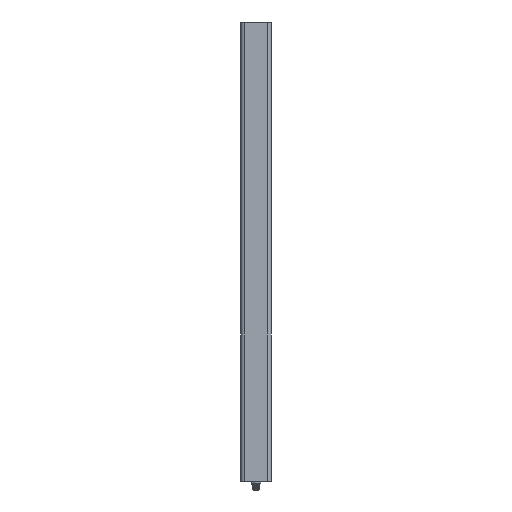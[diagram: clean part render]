
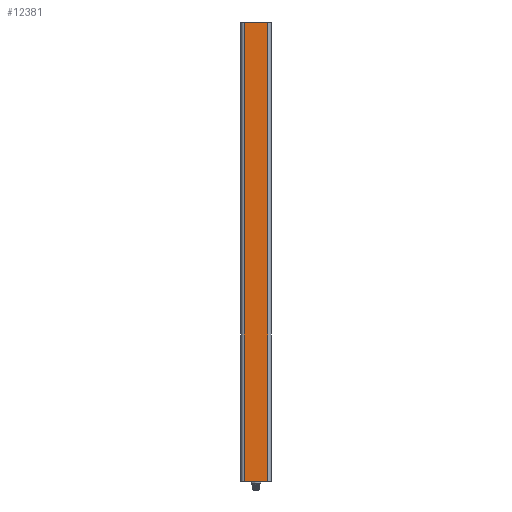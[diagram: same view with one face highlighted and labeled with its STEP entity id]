
A CAD part, front view. The second image highlights one B-rep face of the part: STEP entity #12381.
In plain terms, the highlighted planar face has unit normal (0, -1, 0).
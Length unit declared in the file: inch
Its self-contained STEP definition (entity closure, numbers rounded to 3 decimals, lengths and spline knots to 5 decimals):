
#496=DIRECTION('',(0.,0.,1.));
#497=VECTOR('',#496,35.29606);
#498=CARTESIAN_POINT('',(2.06299,0.,-35.14803));
#499=LINE('',#498,#497);
#514=DIRECTION('',(1.,0.,0.));
#515=VECTOR('',#514,1.7874);
#516=CARTESIAN_POINT('',(0.27559,0.,0.14803));
#517=LINE('',#516,#515);
#518=DIRECTION('',(-1.,0.,0.));
#519=VECTOR('',#518,1.7874);
#520=CARTESIAN_POINT('',(2.06299,0.,-35.14803));
#521=LINE('',#520,#519);
#531=DIRECTION('',(0.,0.,-1.));
#532=VECTOR('',#531,35.29606);
#533=CARTESIAN_POINT('',(0.27559,0.,0.14803));
#534=LINE('',#533,#532);
#10480=CARTESIAN_POINT('',(2.06299,0.,-35.14803));
#10481=CARTESIAN_POINT('',(0.27559,0.,-35.14803));
#10482=VERTEX_POINT('',#10480);
#10483=VERTEX_POINT('',#10481);
#10853=CARTESIAN_POINT('',(2.06299,0.,0.14803));
#10855=VERTEX_POINT('',#10853);
#10863=CARTESIAN_POINT('',(0.27559,0.,0.14803));
#10864=VERTEX_POINT('',#10863);
#12367=CARTESIAN_POINT('',(0.,0.,-35.));
#12368=DIRECTION('',(0.,-1.,0.));
#12369=DIRECTION('',(1.,0.,0.));
#12370=AXIS2_PLACEMENT_3D('',#12367,#12368,#12369);
#12371=PLANE('',#12370);
#12373=ORIENTED_EDGE('',*,*,#12372,.F.);
#12375=ORIENTED_EDGE('',*,*,#12374,.T.);
#12376=ORIENTED_EDGE('',*,*,#12357,.F.);
#12378=ORIENTED_EDGE('',*,*,#12377,.T.);
#12379=EDGE_LOOP('',(#12373,#12375,#12376,#12378));
#12380=FACE_OUTER_BOUND('',#12379,.F.);
#12381=ADVANCED_FACE('',(#12380),#12371,.T.);
#12357=EDGE_CURVE('',#10482,#10855,#499,.T.);
#12372=EDGE_CURVE('',#10864,#10483,#534,.T.);
#12374=EDGE_CURVE('',#10864,#10855,#517,.T.);
#12377=EDGE_CURVE('',#10482,#10483,#521,.T.);
